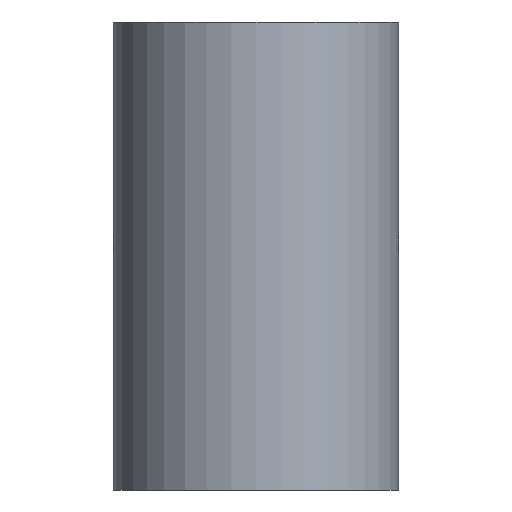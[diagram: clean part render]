
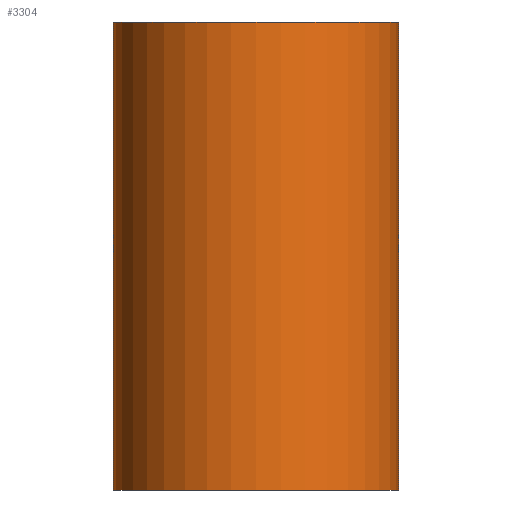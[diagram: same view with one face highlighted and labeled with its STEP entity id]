
A CAD part, front view. The second image highlights one B-rep face of the part: STEP entity #3304.
In plain terms, the highlighted cylindrical face has radius 33.2 mm (diameter 66.4 mm), a full revolution.
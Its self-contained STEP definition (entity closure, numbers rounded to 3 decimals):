
#122=LINE('',#10086,#196);
#196=VECTOR('',#4590,33.2);
#250=CYLINDRICAL_SURFACE('',#3716,33.2);
#505=FACE_OUTER_BOUND('',#713,.T.);
#713=EDGE_LOOP('',(#3037,#3038,#3039,#3040));
#992=CIRCLE('',#3442,33.2);
#1165=CIRCLE('',#3717,33.2);
#1330=VERTEX_POINT('',#7836);
#1470=VERTEX_POINT('',#10084);
#1703=EDGE_CURVE('',#1330,#1330,#992,.T.);
#1993=EDGE_CURVE('',#1470,#1470,#1165,.T.);
#1994=EDGE_CURVE('',#1470,#1330,#122,.T.);
#3037=ORIENTED_EDGE('',*,*,#1993,.F.);
#3038=ORIENTED_EDGE('',*,*,#1994,.T.);
#3039=ORIENTED_EDGE('',*,*,#1703,.T.);
#3040=ORIENTED_EDGE('',*,*,#1994,.F.);
#3304=ADVANCED_FACE('',(#505),#250,.T.);
#3442=AXIS2_PLACEMENT_3D('',#7837,#3985,#3986);
#3716=AXIS2_PLACEMENT_3D('',#10083,#4586,#4587);
#3717=AXIS2_PLACEMENT_3D('',#10085,#4588,#4589);
#3985=DIRECTION('center_axis',(0.,0.,1.));
#3986=DIRECTION('ref_axis',(1.,0.,0.));
#4586=DIRECTION('center_axis',(0.,0.,1.));
#4587=DIRECTION('ref_axis',(1.,0.,0.));
#4588=DIRECTION('center_axis',(0.,0.,1.));
#4589=DIRECTION('ref_axis',(1.,0.,0.));
#4590=DIRECTION('',(0.,0.,-1.));
#7836=CARTESIAN_POINT('',(-33.2,0.,0.));
#7837=CARTESIAN_POINT('Origin',(0.,0.,0.));
#10083=CARTESIAN_POINT('Origin',(0.,0.,0.));
#10084=CARTESIAN_POINT('',(-33.2,0.,109.));
#10085=CARTESIAN_POINT('Origin',(0.,0.,109.));
#10086=CARTESIAN_POINT('',(-33.2,0.,0.));
